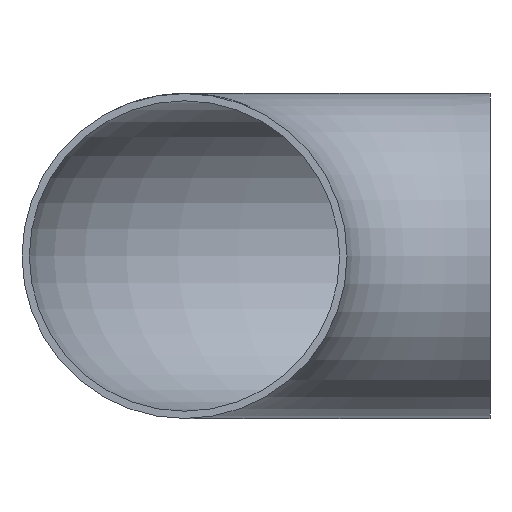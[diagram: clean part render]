
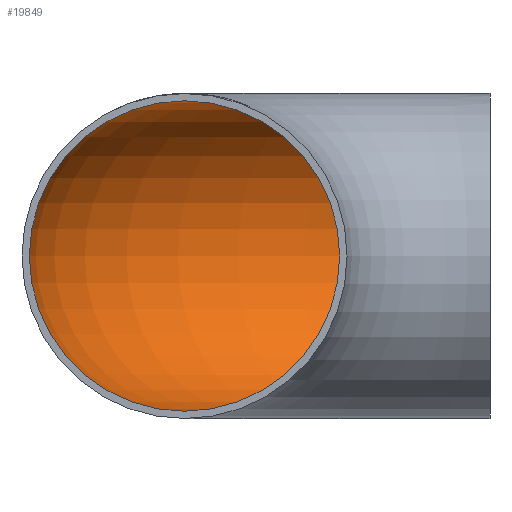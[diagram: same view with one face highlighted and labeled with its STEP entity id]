
A CAD part, front view. The second image highlights one B-rep face of the part: STEP entity #19849.
In plain terms, the highlighted toroidal (fillet/blend) face has major radius 125 mm and minor radius 63.5 mm.
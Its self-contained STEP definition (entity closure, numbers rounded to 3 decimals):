
#1063 = EDGE_LOOP ( 'NONE', ( #9577 ) ) ;
#2206 = CARTESIAN_POINT ( 'NONE',  ( -125., 0., 63.5 ) ) ;
#4413 = FACE_OUTER_BOUND ( 'NONE', #1063, .T. ) ;
#5780 = EDGE_LOOP ( 'NONE', ( #10511 ) ) ;
#5799 = DIRECTION ( 'NONE',  ( 0., 0., 1. ) ) ;
#7156 = CIRCLE ( 'NONE', #7960, 63.5 ) ;
#7960 = AXIS2_PLACEMENT_3D ( 'NONE', #15511, #13947, #5799 ) ;
#8602 = TOROIDAL_SURFACE ( 'NONE', #13977, 125., 63.5 ) ;
#9577 = ORIENTED_EDGE ( 'NONE', *, *, #18257, .T. ) ;
#10369 = CARTESIAN_POINT ( 'NONE',  ( 0., 0., 0. ) ) ;
#10511 = ORIENTED_EDGE ( 'NONE', *, *, #17706, .F. ) ;
#10812 = AXIS2_PLACEMENT_3D ( 'NONE', #20901, #18856, #20652 ) ;
#11797 = CARTESIAN_POINT ( 'NONE',  ( 0., 188.5, 0. ) ) ;
#12463 = CIRCLE ( 'NONE', #10812, 63.5 ) ;
#13718 = VERTEX_POINT ( 'NONE', #2206 ) ;
#13947 = DIRECTION ( 'NONE',  ( 0., 1., 0. ) ) ;
#13977 = AXIS2_PLACEMENT_3D ( 'NONE', #10369, #23308, #21488 ) ;
#15511 = CARTESIAN_POINT ( 'NONE',  ( -125., 0., 0. ) ) ;
#17706 = EDGE_CURVE ( 'NONE', #13718, #13718, #7156, .T. ) ;
#18257 = EDGE_CURVE ( 'NONE', #25354, #25354, #12463, .T. ) ;
#18856 = DIRECTION ( 'NONE',  ( 1., 0., 0. ) ) ;
#19849 = ADVANCED_FACE ( 'NONE', ( #4413, #21244 ), #8602, .F. ) ;
#20652 = DIRECTION ( 'NONE',  ( 0., 1., 0. ) ) ;
#20901 = CARTESIAN_POINT ( 'NONE',  ( 0., 125., 0. ) ) ;
#21244 = FACE_OUTER_BOUND ( 'NONE', #5780, .T. ) ;
#21488 = DIRECTION ( 'NONE',  ( -1., 0., 0. ) ) ;
#23308 = DIRECTION ( 'NONE',  ( 0., 0., -1. ) ) ;
#25354 = VERTEX_POINT ( 'NONE', #11797 ) ;
